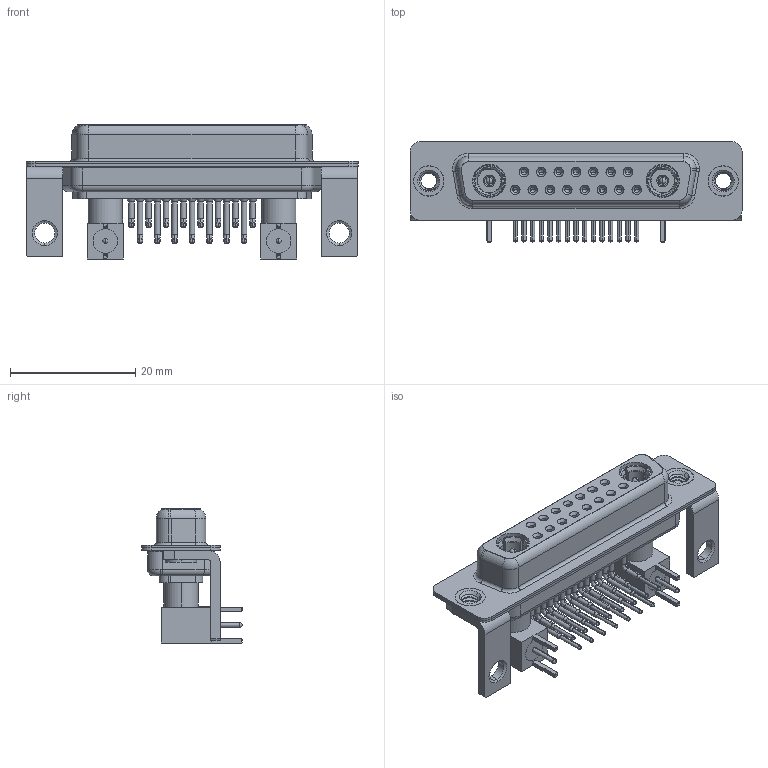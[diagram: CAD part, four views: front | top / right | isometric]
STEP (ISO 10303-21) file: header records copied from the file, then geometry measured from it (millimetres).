
FILE_DESCRIPTION (( 'STEP AP203' ), '1' );
FILE_NAME ('630-17W2640-7NC.STEP', '2022-06-02T16:09:45', ( '' ), ( '' ), 'SwSTEP 2.0', 'SolidWorks 2020', '' );
FILE_SCHEMA (( 'CONFIG_CONTROL_DESIGN' ));
Length unit declared in the file: millimetre
Products named in the file (16): Co-Ax Plug_RA PC Tail; RA Back Shell; 630Combo Threaded Rivet_B; Insulator Pin_Straight PC Tail; Locking Collar; 630Combo Contact Row 2; Insulator RA Pin; Pin_RA; 630-17W2640-7NC; Co-Ax Plug Assy_RA; 630Combo Housing_17W2; 630Combo Shell Rear_25 Contacts; 630Combo Contact Row 1; 630Combo Stabilizer Bracket; 630Combo Shell Front_25 Contacts
Assembly tree (36 placements, depth 3):
  630-17W2640-7NC
    630Combo Housing_17W2
    630Combo Shell Front_25 Contacts
    630Combo Shell Rear_25 Contacts
    630Combo Threaded Rivet_B  x2
    630Combo Stabilizer Bracket  x2
    Co-Ax Plug Assy_RA
      Co-Ax Plug_RA PC Tail
      Insulator Pin_Straight PC Tail
      Pin_RA
      Locking Collar
      RA Back Shell
      Insulator RA Pin
    Co-Ax Plug Assy_RA
      Co-Ax Plug_RA PC Tail
      Insulator Pin_Straight PC Tail
      Pin_RA
      Locking Collar
      RA Back Shell
      Insulator RA Pin
    630Combo Contact Row 1  x7
    630Combo Contact Row 2  x8
Bounding box: 53.05 x 16 x 21.41 mm (x, y, z)
Volume: 4617.7 mm3; surface area: 11007.8 mm2
Topology: 34 solids, 34 shells, 1448 faces, 3612 edges, 2270 vertices
Faces by surface type: cylinder 630, plane 446, cone 227, torus 69, bspline 68, sphere 8
Entity records: 24928 total; most frequent: CARTESIAN_POINT 5515, DIRECTION 3919, ORIENTED_EDGE 3362, EDGE_CURVE 1681, AXIS2_PLACEMENT_3D 1607, VERTEX_POINT 1069, CIRCLE 865, EDGE_LOOP 848
